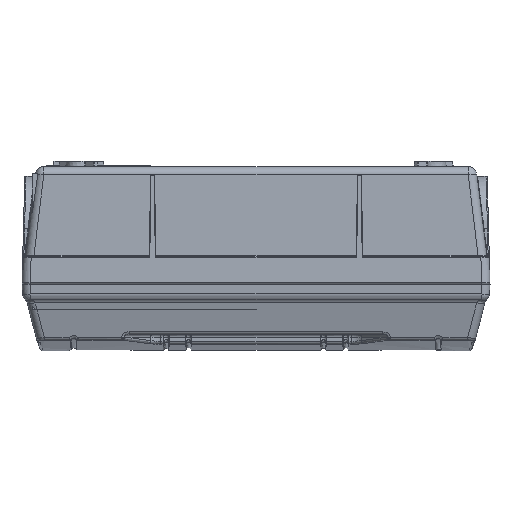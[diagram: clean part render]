
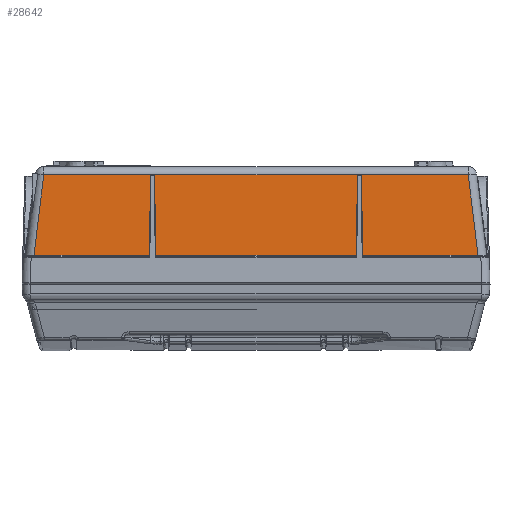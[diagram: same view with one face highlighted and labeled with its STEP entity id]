
A CAD part, left-side view. The second image highlights one B-rep face of the part: STEP entity #28642.
In plain terms, the highlighted planar face has unit normal (-1, 0, 0.022).
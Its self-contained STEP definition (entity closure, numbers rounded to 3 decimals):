
#3820=DIRECTION('',(0.022,0.121,0.992));
#3821=VECTOR('',#3820,29.002);
#3822=CARTESIAN_POINT('',(-58.241,38.128,10.283));
#3823=LINE('',#3822,#3821);
#3824=DIRECTION('',(-0.022,-0.017,-1.));
#3825=VECTOR('',#3824,28.728);
#3826=CARTESIAN_POINT('',(-57.614,79.866,39.));
#3827=LINE('',#3826,#3825);
#3828=DIRECTION('',(0.,-1.,0.));
#3829=VECTOR('',#3828,1.388);
#3830=CARTESIAN_POINT('',(-57.614,81.254,39.));
#3831=LINE('',#3830,#3829);
#3832=DIRECTION('',(0.022,-0.017,1.));
#3833=VECTOR('',#3832,28.728);
#3834=CARTESIAN_POINT('',(-58.241,81.755,10.283));
#3835=LINE('',#3834,#3833);
#3836=DIRECTION('',(-0.022,-0.017,-1.));
#3837=VECTOR('',#3836,28.728);
#3838=CARTESIAN_POINT('',(-57.614,153.866,39.));
#3839=LINE('',#3838,#3837);
#3840=DIRECTION('',(0.,-1.,0.));
#3841=VECTOR('',#3840,1.388);
#3842=CARTESIAN_POINT('',(-57.614,155.254,39.));
#3843=LINE('',#3842,#3841);
#3844=DIRECTION('',(0.022,-0.017,1.));
#3845=VECTOR('',#3844,28.728);
#3846=CARTESIAN_POINT('',(-58.241,155.755,10.283));
#3847=LINE('',#3846,#3845);
#3848=DIRECTION('',(-0.022,0.121,-0.992));
#3849=VECTOR('',#3848,29.002);
#3850=CARTESIAN_POINT('',(-57.612,193.484,39.066));
#3851=LINE('',#3850,#3849);
#3852=DIRECTION('',(0.,-1.,0.));
#3853=VECTOR('',#3852,151.847);
#3854=CARTESIAN_POINT('',(-57.612,193.484,39.066));
#3855=LINE('',#3854,#3853);
#5288=DIRECTION('',(0.,1.,0.));
#5289=VECTOR('',#5288,41.237);
#5290=CARTESIAN_POINT('',(-58.241,155.755,10.283));
#5291=LINE('',#5290,#5289);
#6192=DIRECTION('',(0.,1.,0.));
#6193=VECTOR('',#6192,71.61);
#6194=CARTESIAN_POINT('',(-58.241,81.755,10.283));
#6195=LINE('',#6194,#6193);
#6247=DIRECTION('',(0.,1.,0.));
#6248=VECTOR('',#6247,41.237);
#6249=CARTESIAN_POINT('',(-58.241,38.128,10.283));
#6250=LINE('',#6249,#6248);
#21830=CARTESIAN_POINT('',(-57.612,193.484,
39.066));
#21831=CARTESIAN_POINT('',(-57.612,41.636,
39.066));
#21832=VERTEX_POINT('',#21830);
#21833=VERTEX_POINT('',#21831);
#21838=CARTESIAN_POINT('',(-58.241,38.128,
10.283));
#21839=VERTEX_POINT('',#21838);
#21842=CARTESIAN_POINT('',(-58.241,196.992,
10.283));
#21843=VERTEX_POINT('',#21842);
#21844=CARTESIAN_POINT('',(-58.241,155.755,
10.283));
#21845=VERTEX_POINT('',#21844);
#21846=CARTESIAN_POINT('',(-57.614,155.254,39.));
#21847=VERTEX_POINT('',#21846);
#21848=CARTESIAN_POINT('',(-57.614,153.866,39.));
#21849=VERTEX_POINT('',#21848);
#21850=CARTESIAN_POINT('',(-58.241,153.365,
10.283));
#21851=VERTEX_POINT('',#21850);
#21852=CARTESIAN_POINT('',(-58.241,81.755,
10.283));
#21853=VERTEX_POINT('',#21852);
#21854=CARTESIAN_POINT('',(-57.614,81.254,39.));
#21855=VERTEX_POINT('',#21854);
#21856=CARTESIAN_POINT('',(-57.614,79.866,39.));
#21857=VERTEX_POINT('',#21856);
#21858=CARTESIAN_POINT('',(-58.241,79.365,
10.283));
#21859=VERTEX_POINT('',#21858);
#28612=CARTESIAN_POINT('',(-58.248,117.56,10.));
#28613=DIRECTION('',(1.,0.,-0.022));
#28614=DIRECTION('',(-0.022,0.,-1.));
#28615=AXIS2_PLACEMENT_3D('',#28612,#28613,#28614);
#28616=PLANE('',#28615);
#28618=ORIENTED_EDGE('',*,*,#28617,.T.);
#28620=ORIENTED_EDGE('',*,*,#28619,.F.);
#28622=ORIENTED_EDGE('',*,*,#28621,.T.);
#28624=ORIENTED_EDGE('',*,*,#28623,.F.);
#28626=ORIENTED_EDGE('',*,*,#28625,.F.);
#28628=ORIENTED_EDGE('',*,*,#28627,.F.);
#28630=ORIENTED_EDGE('',*,*,#28629,.T.);
#28632=ORIENTED_EDGE('',*,*,#28631,.F.);
#28634=ORIENTED_EDGE('',*,*,#28633,.F.);
#28636=ORIENTED_EDGE('',*,*,#28635,.F.);
#28638=ORIENTED_EDGE('',*,*,#28637,.T.);
#28639=ORIENTED_EDGE('',*,*,#28592,.F.);
#28640=EDGE_LOOP('',(#28618,#28620,#28622,#28624,#28626,#28628,#28630,#28632,
#28634,#28636,#28638,#28639));
#28641=FACE_OUTER_BOUND('',#28640,.F.);
#28592=EDGE_CURVE('',#21832,#21843,#3851,.T.);
#28617=EDGE_CURVE('',#21832,#21833,#3855,.T.);
#28619=EDGE_CURVE('',#21839,#21833,#3823,.T.);
#28621=EDGE_CURVE('',#21839,#21859,#6250,.T.);
#28623=EDGE_CURVE('',#21857,#21859,#3827,.T.);
#28625=EDGE_CURVE('',#21855,#21857,#3831,.T.);
#28627=EDGE_CURVE('',#21853,#21855,#3835,.T.);
#28629=EDGE_CURVE('',#21853,#21851,#6195,.T.);
#28631=EDGE_CURVE('',#21849,#21851,#3839,.T.);
#28633=EDGE_CURVE('',#21847,#21849,#3843,.T.);
#28635=EDGE_CURVE('',#21845,#21847,#3847,.T.);
#28637=EDGE_CURVE('',#21845,#21843,#5291,.T.);
#28642=ADVANCED_FACE('',(#28641),#28616,.F.);
